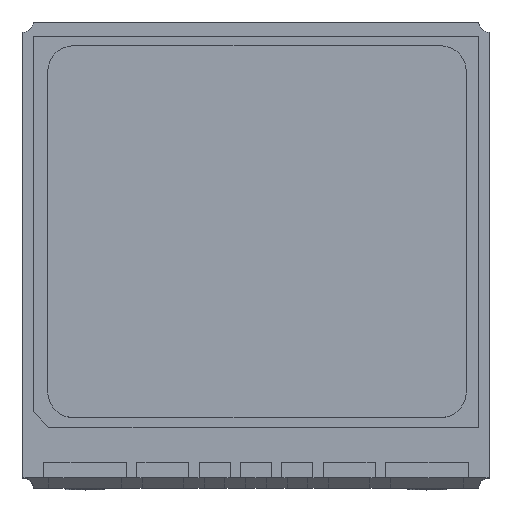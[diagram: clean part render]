
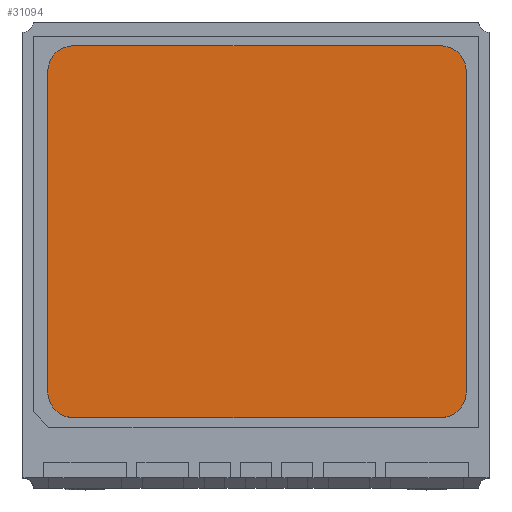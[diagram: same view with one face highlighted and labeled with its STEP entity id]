
A CAD part, top view. The second image highlights one B-rep face of the part: STEP entity #31094.
In plain terms, the highlighted planar face has unit normal (0, 0, 1).
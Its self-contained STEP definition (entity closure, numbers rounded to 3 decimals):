
#174 = CARTESIAN_POINT ( 'NONE',  ( -3.52, -3.14, 4.305 ) ) ;
#292 = VERTEX_POINT ( 'NONE', #174 ) ;
#396 = PLANE ( 'NONE',  #1598 ) ;
#461 = CARTESIAN_POINT ( 'NONE',  ( -4.02, 3.54, 4.305 ) ) ;
#1465 = EDGE_CURVE ( 'NONE', #26341, #20473, #14053, .T. ) ;
#1598 = AXIS2_PLACEMENT_3D ( 'NONE', #13486, #21998, #29424 ) ;
#1825 = LINE ( 'NONE', #17502, #19811 ) ;
#2583 = CARTESIAN_POINT ( 'NONE',  ( 3.56, 3.54, 4.305 ) ) ;
#2801 = FACE_OUTER_BOUND ( 'NONE', #9132, .T. ) ;
#3305 = AXIS2_PLACEMENT_3D ( 'NONE', #2583, #23703, #8208 ) ;
#4208 = DIRECTION ( 'NONE',  ( 1., 0., 0. ) ) ;
#4530 = CARTESIAN_POINT ( 'NONE',  ( 4.06, 3.54, 4.305 ) ) ;
#4961 = CIRCLE ( 'NONE', #3305, 0.5 ) ;
#5499 = EDGE_CURVE ( 'NONE', #31851, #26341, #8336, .T. ) ;
#6576 = CARTESIAN_POINT ( 'NONE',  ( -3.52, 3.54, 4.305 ) ) ;
#7638 = VECTOR ( 'NONE', #32517, 1000. ) ;
#8208 = DIRECTION ( 'NONE',  ( -1., 0., 0. ) ) ;
#8336 = LINE ( 'NONE', #13399, #18979 ) ;
#8542 = LINE ( 'NONE', #24871, #7638 ) ;
#8773 = DIRECTION ( 'NONE',  ( -1., 0., 0. ) ) ;
#9132 = EDGE_LOOP ( 'NONE', ( #33010, #23597, #28339, #25623, #24063, #16906, #31437, #29848 ) ) ;
#10712 = AXIS2_PLACEMENT_3D ( 'NONE', #14481, #19706, #8773 ) ;
#11057 = CARTESIAN_POINT ( 'NONE',  ( -3.52, 4.04, 4.305 ) ) ;
#12080 = LINE ( 'NONE', #34157, #30999 ) ;
#13399 = CARTESIAN_POINT ( 'NONE',  ( -4.02, -2.64, 4.305 ) ) ;
#13486 = CARTESIAN_POINT ( 'NONE',  ( -3.52, 3.54, 4.305 ) ) ;
#14053 = CIRCLE ( 'NONE', #23506, 0.5 ) ;
#14481 = CARTESIAN_POINT ( 'NONE',  ( 3.56, -2.64, 4.305 ) ) ;
#16158 = EDGE_CURVE ( 'NONE', #292, #17678, #1825, .T. ) ;
#16234 = CARTESIAN_POINT ( 'NONE',  ( 4.06, -2.64, 4.305 ) ) ;
#16293 = VERTEX_POINT ( 'NONE', #29302 ) ;
#16606 = EDGE_CURVE ( 'NONE', #24746, #32845, #8542, .T. ) ;
#16906 = ORIENTED_EDGE ( 'NONE', *, *, #16606, .T. ) ;
#17502 = CARTESIAN_POINT ( 'NONE',  ( -3.52, -3.14, 4.305 ) ) ;
#17678 = VERTEX_POINT ( 'NONE', #21760 ) ;
#18607 = DIRECTION ( 'NONE',  ( 0., 1., 0. ) ) ;
#18979 = VECTOR ( 'NONE', #18607, 1000. ) ;
#19369 = EDGE_CURVE ( 'NONE', #24746, #17678, #27344, .T. ) ;
#19557 = DIRECTION ( 'NONE',  ( -1., 0., 0. ) ) ;
#19706 = DIRECTION ( 'NONE',  ( 0., 0., -1. ) ) ;
#19811 = VECTOR ( 'NONE', #4208, 1000. ) ;
#20473 = VERTEX_POINT ( 'NONE', #11057 ) ;
#21330 = DIRECTION ( 'NONE',  ( 0., 0., -1. ) ) ;
#21760 = CARTESIAN_POINT ( 'NONE',  ( 3.56, -3.14, 4.305 ) ) ;
#21998 = DIRECTION ( 'NONE',  ( 0., 0., -1. ) ) ;
#23506 = AXIS2_PLACEMENT_3D ( 'NONE', #6576, #32758, #19557 ) ;
#23597 = ORIENTED_EDGE ( 'NONE', *, *, #5499, .F. ) ;
#23703 = DIRECTION ( 'NONE',  ( 0., 0., -1. ) ) ;
#24063 = ORIENTED_EDGE ( 'NONE', *, *, #19369, .F. ) ;
#24746 = VERTEX_POINT ( 'NONE', #16234 ) ;
#24871 = CARTESIAN_POINT ( 'NONE',  ( 4.06, -2.64, 4.305 ) ) ;
#25603 = DIRECTION ( 'NONE',  ( 1., 0., 0. ) ) ;
#25623 = ORIENTED_EDGE ( 'NONE', *, *, #16158, .T. ) ;
#25908 = AXIS2_PLACEMENT_3D ( 'NONE', #32065, #21330, #29593 ) ;
#26341 = VERTEX_POINT ( 'NONE', #461 ) ;
#27344 = CIRCLE ( 'NONE', #10712, 0.5 ) ;
#28339 = ORIENTED_EDGE ( 'NONE', *, *, #31091, .F. ) ;
#29302 = CARTESIAN_POINT ( 'NONE',  ( 3.56, 4.04, 4.305 ) ) ;
#29424 = DIRECTION ( 'NONE',  ( -1., 0., 0. ) ) ;
#29593 = DIRECTION ( 'NONE',  ( -1., 0., 0. ) ) ;
#29848 = ORIENTED_EDGE ( 'NONE', *, *, #34124, .F. ) ;
#30999 = VECTOR ( 'NONE', #25603, 1000. ) ;
#31091 = EDGE_CURVE ( 'NONE', #292, #31851, #32546, .T. ) ;
#31094 = ADVANCED_FACE ( 'NONE', ( #2801 ), #396, .F. ) ;
#31437 = ORIENTED_EDGE ( 'NONE', *, *, #33628, .F. ) ;
#31851 = VERTEX_POINT ( 'NONE', #32071 ) ;
#32065 = CARTESIAN_POINT ( 'NONE',  ( -3.52, -2.64, 4.305 ) ) ;
#32071 = CARTESIAN_POINT ( 'NONE',  ( -4.02, -2.64, 4.305 ) ) ;
#32517 = DIRECTION ( 'NONE',  ( 0., 1., 0. ) ) ;
#32546 = CIRCLE ( 'NONE', #25908, 0.5 ) ;
#32758 = DIRECTION ( 'NONE',  ( 0., 0., -1. ) ) ;
#32845 = VERTEX_POINT ( 'NONE', #4530 ) ;
#33010 = ORIENTED_EDGE ( 'NONE', *, *, #1465, .F. ) ;
#33628 = EDGE_CURVE ( 'NONE', #16293, #32845, #4961, .T. ) ;
#34124 = EDGE_CURVE ( 'NONE', #20473, #16293, #12080, .T. ) ;
#34157 = CARTESIAN_POINT ( 'NONE',  ( -3.52, 4.04, 4.305 ) ) ;
